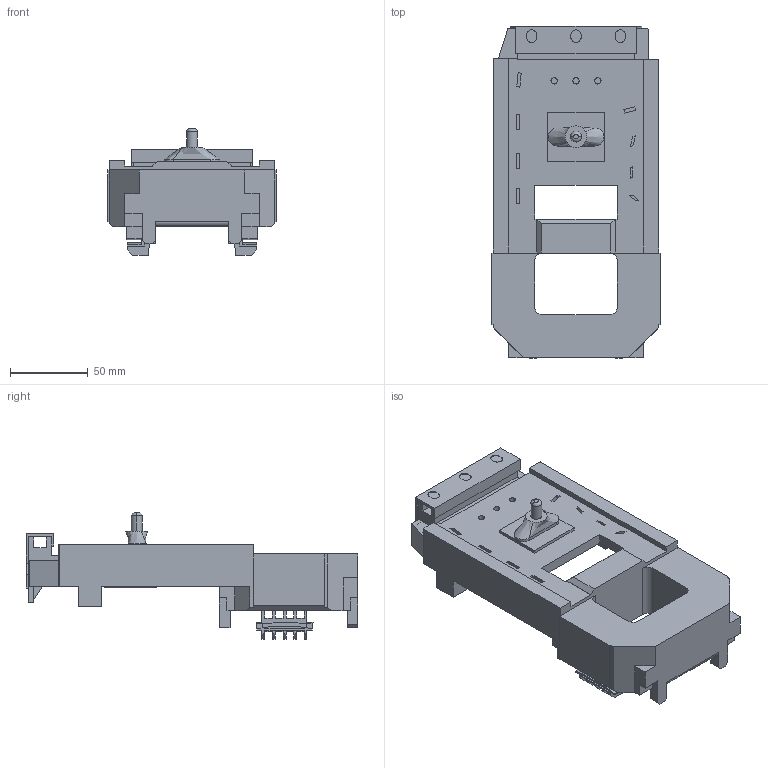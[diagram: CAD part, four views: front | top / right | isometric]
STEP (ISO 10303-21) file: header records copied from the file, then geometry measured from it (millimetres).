
FILE_DESCRIPTION (( 'STEP AP203' ), '1' );
FILE_NAME ('BLX1FL1000.STEP', '2016-01-19T05:00:55', ( '' ), ( '' ), 'SwSTEP 2.0', 'SolidWorks 2013', '' );
FILE_SCHEMA (( 'CONFIG_CONTROL_DESIGN' ));
Length unit declared in the file: millimetre
Products named in the file (1): BLX1FL1000
Bounding box: 107.8 x 212.85 x 81.3 mm (x, y, z)
Volume: 437978.7 mm3; surface area: 100830.9 mm2
Topology: 2 solids, 2 shells, 517 faces, 1431 edges, 929 vertices
Faces by surface type: plane 462, cylinder 51, torus 2, bspline 2
Entity records: 16540 total; most frequent: CARTESIAN_POINT 3209, ORIENTED_EDGE 2862, DIRECTION 2539, EDGE_CURVE 1431, VECTOR 1329, LINE 1329, VERTEX_POINT 929, AXIS2_PLACEMENT_3D 605
